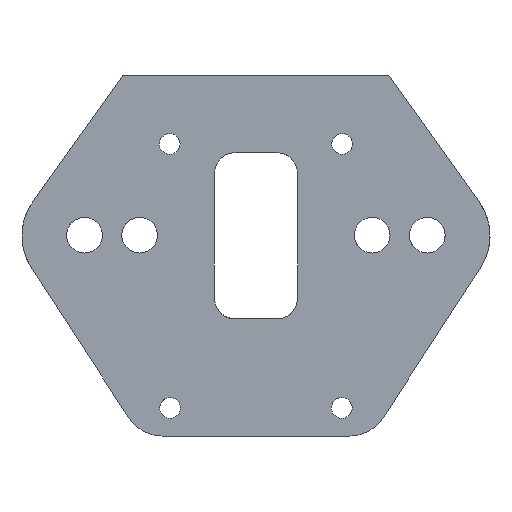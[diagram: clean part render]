
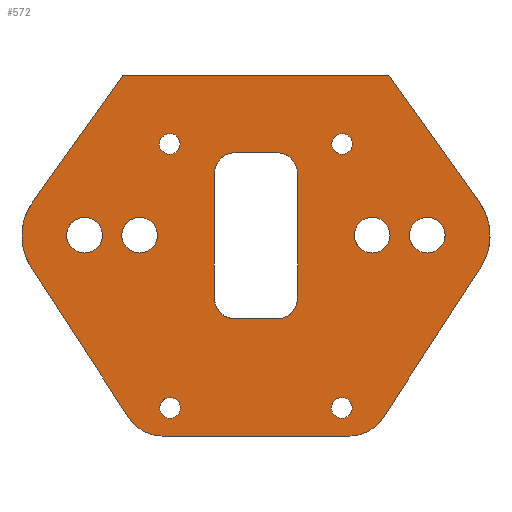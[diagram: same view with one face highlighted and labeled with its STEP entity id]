
A CAD part, front view. The second image highlights one B-rep face of the part: STEP entity #572.
In plain terms, the highlighted planar face has unit normal (0, -1, 0).
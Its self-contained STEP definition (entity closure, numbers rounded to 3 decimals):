
#24=FACE_BOUND('',#146,.T.);
#25=FACE_BOUND('',#147,.T.);
#26=FACE_BOUND('',#148,.T.);
#27=FACE_BOUND('',#149,.T.);
#28=FACE_BOUND('',#150,.T.);
#29=FACE_BOUND('',#151,.T.);
#30=FACE_BOUND('',#152,.T.);
#31=FACE_BOUND('',#153,.T.);
#32=FACE_BOUND('',#154,.T.);
#33=CIRCLE('',#590,5.);
#34=CIRCLE('',#594,5.);
#35=CIRCLE('',#598,5.);
#36=CIRCLE('',#602,5.);
#37=CIRCLE('',#604,4.3);
#38=CIRCLE('',#607,4.3);
#39=CIRCLE('',#610,2.5);
#40=CIRCLE('',#613,2.5);
#41=CIRCLE('',#616,2.5);
#42=CIRCLE('',#619,2.5);
#43=CIRCLE('',#622,4.3);
#44=CIRCLE('',#625,4.3);
#45=CIRCLE('',#634,10.);
#46=CIRCLE('',#637,14.);
#47=CIRCLE('',#642,14.);
#48=CIRCLE('',#645,10.);
#108=FACE_OUTER_BOUND('',#145,.T.);
#145=EDGE_LOOP('',(#507,#508,#509,#510,#511,#512,#513,#514,#515,#516));
#146=EDGE_LOOP('',(#517,#518,#519,#520,#521,#522,#523,#524));
#147=EDGE_LOOP('',(#525));
#148=EDGE_LOOP('',(#526));
#149=EDGE_LOOP('',(#527));
#150=EDGE_LOOP('',(#528));
#151=EDGE_LOOP('',(#529));
#152=EDGE_LOOP('',(#530));
#153=EDGE_LOOP('',(#531));
#154=EDGE_LOOP('',(#532));
#157=LINE('',#823,#203);
#161=LINE('',#835,#207);
#165=LINE('',#847,#211);
#169=LINE('',#859,#215);
#186=LINE('',#937,#232);
#190=LINE('',#946,#236);
#193=LINE('',#954,#239);
#195=LINE('',#958,#241);
#197=LINE('',#962,#243);
#200=LINE('',#970,#246);
#203=VECTOR('',#653,10.);
#207=VECTOR('',#665,10.);
#211=VECTOR('',#677,10.);
#215=VECTOR('',#689,10.);
#232=VECTOR('',#772,10.);
#236=VECTOR('',#782,10.);
#239=VECTOR('',#791,10.);
#241=VECTOR('',#795,10.);
#243=VECTOR('',#799,10.);
#246=VECTOR('',#808,10.);
#249=VERTEX_POINT('',#820);
#250=VERTEX_POINT('',#822);
#252=VERTEX_POINT('',#828);
#254=VERTEX_POINT('',#834);
#256=VERTEX_POINT('',#840);
#258=VERTEX_POINT('',#846);
#260=VERTEX_POINT('',#852);
#262=VERTEX_POINT('',#858);
#263=VERTEX_POINT('',#865);
#265=VERTEX_POINT('',#871);
#267=VERTEX_POINT('',#877);
#269=VERTEX_POINT('',#883);
#271=VERTEX_POINT('',#889);
#273=VERTEX_POINT('',#895);
#275=VERTEX_POINT('',#901);
#277=VERTEX_POINT('',#907);
#289=VERTEX_POINT('',#934);
#290=VERTEX_POINT('',#936);
#291=VERTEX_POINT('',#940);
#292=VERTEX_POINT('',#944);
#293=VERTEX_POINT('',#948);
#294=VERTEX_POINT('',#952);
#295=VERTEX_POINT('',#956);
#296=VERTEX_POINT('',#960);
#297=VERTEX_POINT('',#964);
#298=VERTEX_POINT('',#968);
#301=EDGE_CURVE('',#250,#249,#157,.T.);
#304=EDGE_CURVE('',#252,#250,#33,.T.);
#307=EDGE_CURVE('',#254,#252,#161,.T.);
#310=EDGE_CURVE('',#256,#254,#34,.T.);
#313=EDGE_CURVE('',#258,#256,#165,.T.);
#316=EDGE_CURVE('',#260,#258,#35,.T.);
#319=EDGE_CURVE('',#262,#260,#169,.T.);
#322=EDGE_CURVE('',#249,#262,#36,.T.);
#323=EDGE_CURVE('',#263,#263,#37,.T.);
#326=EDGE_CURVE('',#265,#265,#38,.T.);
#329=EDGE_CURVE('',#267,#267,#39,.T.);
#332=EDGE_CURVE('',#269,#269,#40,.T.);
#335=EDGE_CURVE('',#271,#271,#41,.T.);
#338=EDGE_CURVE('',#273,#273,#42,.T.);
#341=EDGE_CURVE('',#275,#275,#43,.T.);
#344=EDGE_CURVE('',#277,#277,#44,.T.);
#358=EDGE_CURVE('',#289,#290,#186,.T.);
#361=EDGE_CURVE('',#291,#289,#45,.T.);
#363=EDGE_CURVE('',#292,#291,#190,.T.);
#365=EDGE_CURVE('',#293,#292,#46,.T.);
#367=EDGE_CURVE('',#294,#293,#193,.T.);
#369=EDGE_CURVE('',#295,#294,#195,.T.);
#371=EDGE_CURVE('',#296,#295,#197,.T.);
#373=EDGE_CURVE('',#297,#296,#47,.T.);
#375=EDGE_CURVE('',#298,#297,#200,.T.);
#376=EDGE_CURVE('',#290,#298,#48,.T.);
#507=ORIENTED_EDGE('',*,*,#361,.F.);
#508=ORIENTED_EDGE('',*,*,#363,.F.);
#509=ORIENTED_EDGE('',*,*,#365,.F.);
#510=ORIENTED_EDGE('',*,*,#367,.F.);
#511=ORIENTED_EDGE('',*,*,#369,.F.);
#512=ORIENTED_EDGE('',*,*,#371,.F.);
#513=ORIENTED_EDGE('',*,*,#373,.F.);
#514=ORIENTED_EDGE('',*,*,#375,.F.);
#515=ORIENTED_EDGE('',*,*,#376,.F.);
#516=ORIENTED_EDGE('',*,*,#358,.F.);
#517=ORIENTED_EDGE('',*,*,#313,.T.);
#518=ORIENTED_EDGE('',*,*,#310,.T.);
#519=ORIENTED_EDGE('',*,*,#307,.T.);
#520=ORIENTED_EDGE('',*,*,#304,.T.);
#521=ORIENTED_EDGE('',*,*,#301,.T.);
#522=ORIENTED_EDGE('',*,*,#322,.T.);
#523=ORIENTED_EDGE('',*,*,#319,.T.);
#524=ORIENTED_EDGE('',*,*,#316,.T.);
#525=ORIENTED_EDGE('',*,*,#323,.T.);
#526=ORIENTED_EDGE('',*,*,#326,.T.);
#527=ORIENTED_EDGE('',*,*,#329,.T.);
#528=ORIENTED_EDGE('',*,*,#332,.T.);
#529=ORIENTED_EDGE('',*,*,#335,.T.);
#530=ORIENTED_EDGE('',*,*,#338,.T.);
#531=ORIENTED_EDGE('',*,*,#341,.T.);
#532=ORIENTED_EDGE('',*,*,#344,.T.);
#544=PLANE('',#646);
#572=ADVANCED_FACE('',(#108,#24,#25,#26,#27,#28,#29,#30,#31,#32),#544,.F.);
#590=AXIS2_PLACEMENT_3D('',#829,#659,#660);
#594=AXIS2_PLACEMENT_3D('',#841,#671,#672);
#598=AXIS2_PLACEMENT_3D('',#853,#683,#684);
#602=AXIS2_PLACEMENT_3D('',#863,#695,#696);
#604=AXIS2_PLACEMENT_3D('',#866,#699,#700);
#607=AXIS2_PLACEMENT_3D('',#872,#706,#707);
#610=AXIS2_PLACEMENT_3D('',#878,#713,#714);
#613=AXIS2_PLACEMENT_3D('',#884,#720,#721);
#616=AXIS2_PLACEMENT_3D('',#890,#727,#728);
#619=AXIS2_PLACEMENT_3D('',#896,#734,#735);
#622=AXIS2_PLACEMENT_3D('',#902,#741,#742);
#625=AXIS2_PLACEMENT_3D('',#908,#748,#749);
#634=AXIS2_PLACEMENT_3D('',#942,#777,#778);
#637=AXIS2_PLACEMENT_3D('',#950,#786,#787);
#642=AXIS2_PLACEMENT_3D('',#966,#803,#804);
#645=AXIS2_PLACEMENT_3D('',#972,#811,#812);
#646=AXIS2_PLACEMENT_3D('',#973,#813,#814);
#653=DIRECTION('',(1.,0.,0.));
#659=DIRECTION('center_axis',(0.,1.,0.));
#660=DIRECTION('ref_axis',(-1.,0.,0.));
#665=DIRECTION('',(0.,0.,1.));
#671=DIRECTION('center_axis',(0.,1.,0.));
#672=DIRECTION('ref_axis',(0.,0.,-1.));
#677=DIRECTION('',(-1.,0.,0.));
#683=DIRECTION('center_axis',(0.,1.,0.));
#684=DIRECTION('ref_axis',(1.,0.,0.));
#689=DIRECTION('',(0.,0.,-1.));
#695=DIRECTION('center_axis',(0.,1.,0.));
#696=DIRECTION('ref_axis',(0.,0.,1.));
#699=DIRECTION('center_axis',(0.,1.,0.));
#700=DIRECTION('ref_axis',(1.,0.,0.));
#706=DIRECTION('center_axis',(0.,1.,0.));
#707=DIRECTION('ref_axis',(1.,0.,0.));
#713=DIRECTION('center_axis',(0.,1.,0.));
#714=DIRECTION('ref_axis',(1.,0.,0.));
#720=DIRECTION('center_axis',(0.,1.,0.));
#721=DIRECTION('ref_axis',(1.,0.,0.));
#727=DIRECTION('center_axis',(0.,1.,0.));
#728=DIRECTION('ref_axis',(1.,0.,0.));
#734=DIRECTION('center_axis',(0.,1.,0.));
#735=DIRECTION('ref_axis',(1.,0.,0.));
#741=DIRECTION('center_axis',(0.,1.,0.));
#742=DIRECTION('ref_axis',(1.,0.,0.));
#748=DIRECTION('center_axis',(0.,1.,0.));
#749=DIRECTION('ref_axis',(1.,0.,0.));
#772=DIRECTION('',(-1.,0.,0.));
#777=DIRECTION('center_axis',(0.,1.,0.));
#778=DIRECTION('ref_axis',(0.839,0.,-0.544));
#782=DIRECTION('',(-0.544,0.,-0.839));
#786=DIRECTION('center_axis',(0.,1.,0.));
#787=DIRECTION('ref_axis',(0.813,0.,0.582));
#791=DIRECTION('',(0.582,0.,-0.813));
#795=DIRECTION('',(1.,0.,0.));
#799=DIRECTION('',(0.582,0.,0.813));
#803=DIRECTION('center_axis',(0.,1.,0.));
#804=DIRECTION('ref_axis',(-0.839,0.,-0.544));
#808=DIRECTION('',(-0.544,0.,0.839));
#811=DIRECTION('center_axis',(0.,1.,0.));
#812=DIRECTION('ref_axis',(0.,0.,-1.));
#813=DIRECTION('center_axis',(0.,1.,0.));
#814=DIRECTION('ref_axis',(1.,0.,0.));
#820=CARTESIAN_POINT('',(5.,0.,-18.5));
#822=CARTESIAN_POINT('',(-5.,0.,-18.5));
#823=CARTESIAN_POINT('',(-2.5,0.,-18.5));
#828=CARTESIAN_POINT('',(-10.,0.,-23.5));
#829=CARTESIAN_POINT('Origin',(-5.,0.,-23.5));
#834=CARTESIAN_POINT('',(-10.,0.,-53.5));
#835=CARTESIAN_POINT('',(-10.,0.,-48.425));
#840=CARTESIAN_POINT('',(-5.,0.,-58.5));
#841=CARTESIAN_POINT('Origin',(-5.,0.,-53.5));
#846=CARTESIAN_POINT('',(5.,0.,-58.5));
#847=CARTESIAN_POINT('',(2.5,0.,-58.5));
#852=CARTESIAN_POINT('',(10.,0.,-53.5));
#853=CARTESIAN_POINT('Origin',(5.,0.,-53.5));
#858=CARTESIAN_POINT('',(10.,0.,-23.5));
#859=CARTESIAN_POINT('',(10.,0.,-33.425));
#863=CARTESIAN_POINT('Origin',(5.,0.,-23.5));
#865=CARTESIAN_POINT('',(-45.538,0.,-38.344));
#866=CARTESIAN_POINT('Origin',(-41.238,0.,-38.344));
#871=CARTESIAN_POINT('',(23.662,0.,-38.344));
#872=CARTESIAN_POINT('Origin',(27.962,0.,-38.344));
#877=CARTESIAN_POINT('',(18.25,0.,-16.4));
#878=CARTESIAN_POINT('Origin',(20.75,0.,-16.4));
#883=CARTESIAN_POINT('',(18.15,0.,-79.9));
#884=CARTESIAN_POINT('Origin',(20.65,0.,-79.9));
#889=CARTESIAN_POINT('',(-23.25,0.,-16.4));
#890=CARTESIAN_POINT('Origin',(-20.75,0.,-16.4));
#895=CARTESIAN_POINT('',(-23.15,0.,-79.9));
#896=CARTESIAN_POINT('Origin',(-20.65,0.,-79.9));
#901=CARTESIAN_POINT('',(-32.288,0.,-38.344));
#902=CARTESIAN_POINT('Origin',(-27.988,0.,-38.344));
#907=CARTESIAN_POINT('',(36.912,0.,-38.344));
#908=CARTESIAN_POINT('Origin',(41.212,0.,-38.344));
#934=CARTESIAN_POINT('',(22.314,0.,-86.7));
#936=CARTESIAN_POINT('',(-22.314,0.,-86.7));
#937=CARTESIAN_POINT('',(22.314,0.,-86.7));
#940=CARTESIAN_POINT('',(30.706,0.,-82.138));
#942=CARTESIAN_POINT('Origin',(22.314,0.,-76.7));
#944=CARTESIAN_POINT('',(54.064,0.,-46.092));
#946=CARTESIAN_POINT('',(54.064,0.,-46.092));
#948=CARTESIAN_POINT('',(53.701,0.,-30.333));
#950=CARTESIAN_POINT('Origin',(42.315,0.,-38.479));
#952=CARTESIAN_POINT('',(32.,0.,0.));
#954=CARTESIAN_POINT('',(32.,0.,0.));
#956=CARTESIAN_POINT('',(-32.,0.,0.));
#958=CARTESIAN_POINT('',(-32.,0.,0.));
#960=CARTESIAN_POINT('',(-53.701,0.,-30.333));
#962=CARTESIAN_POINT('',(-53.701,0.,-30.333));
#964=CARTESIAN_POINT('',(-54.064,0.,-46.092));
#966=CARTESIAN_POINT('Origin',(-42.315,0.,-38.479));
#968=CARTESIAN_POINT('',(-30.706,0.,-82.138));
#970=CARTESIAN_POINT('',(-30.706,0.,-82.138));
#972=CARTESIAN_POINT('Origin',(-22.314,0.,-76.7));
#973=CARTESIAN_POINT('Origin',(0.,0.,-43.35));
